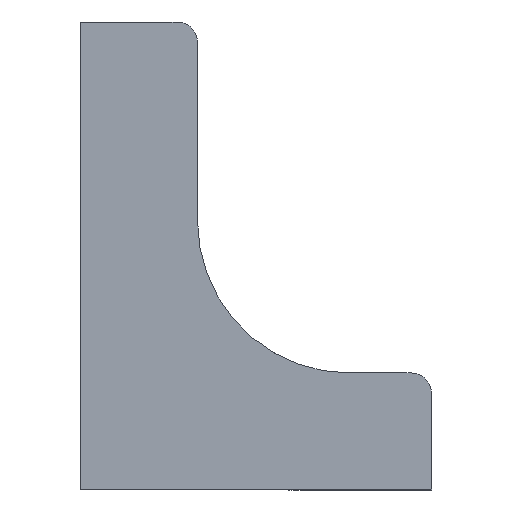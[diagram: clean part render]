
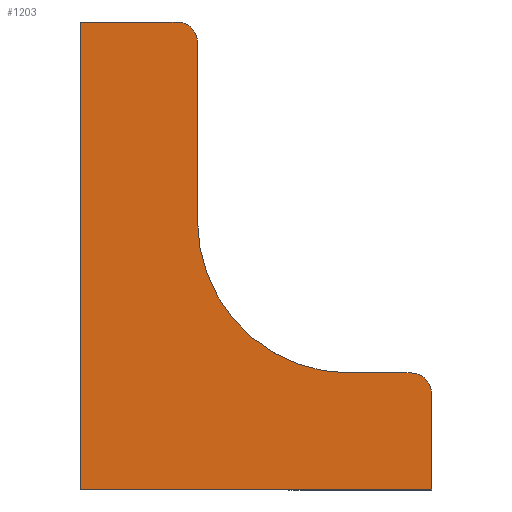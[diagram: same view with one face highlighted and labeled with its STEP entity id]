
A CAD part, left-side view. The second image highlights one B-rep face of the part: STEP entity #1203.
In plain terms, the highlighted planar face has unit normal (-1, 0, 0).
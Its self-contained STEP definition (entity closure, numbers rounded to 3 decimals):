
#629=CARTESIAN_POINT('',(0.0,-20.,46.));
#630=VERTEX_POINT('',#629);
#637=CARTESIAN_POINT('',(0.0,-46.,20.));
#638=VERTEX_POINT('',#637);
#639=CARTESIAN_POINT('',(0.0,-46.,46.));
#640=DIRECTION('',(-1.0,0.0,0.0));
#641=DIRECTION('',(0.0,-1.0,0.0));
#642=AXIS2_PLACEMENT_3D('',#639,#640,#641);
#643=CIRCLE('',#642,26.);
#644=EDGE_CURVE('',#630,#638,#643,.T.);
#748=CARTESIAN_POINT('',(0.0,-56.5,20.));
#749=VERTEX_POINT('',#748);
#750=CARTESIAN_POINT('',(0.0,-46.,20.));
#751=DIRECTION('',(0.0,-1.0,0.0));
#752=VECTOR('',#751,10.5);
#753=LINE('',#750,#752);
#754=EDGE_CURVE('',#638,#749,#753,.T.);
#939=CARTESIAN_POINT('',(0.0,-20.,76.5));
#940=VERTEX_POINT('',#939);
#941=CARTESIAN_POINT('',(0.0,-20.,76.5));
#942=DIRECTION('',(0.0,0.0,-1.0));
#943=VECTOR('',#942,30.5);
#944=LINE('',#941,#943);
#945=EDGE_CURVE('',#940,#630,#944,.T.);
#978=CARTESIAN_POINT('',(0.0,-60.,16.5));
#979=VERTEX_POINT('',#978);
#980=CARTESIAN_POINT('',(0.0,-56.5,16.5));
#981=DIRECTION('',(1.0,0.0,0.0));
#982=DIRECTION('',(0.0,-1.0,0.0));
#983=AXIS2_PLACEMENT_3D('',#980,#981,#982);
#984=CIRCLE('',#983,3.5);
#985=EDGE_CURVE('',#749,#979,#984,.T.);
#1011=CARTESIAN_POINT('',(0.0,-60.,0.));
#1012=VERTEX_POINT('',#1011);
#1013=CARTESIAN_POINT('',(0.0,-60.,16.5));
#1014=DIRECTION('',(0.0,0.0,-1.0));
#1015=VECTOR('',#1014,16.5);
#1016=LINE('',#1013,#1015);
#1017=EDGE_CURVE('',#979,#1012,#1016,.T.);
#1042=CARTESIAN_POINT('',(0.0,0.0,0.));
#1043=VERTEX_POINT('',#1042);
#1044=CARTESIAN_POINT('',(0.0,-60.,0.));
#1045=DIRECTION('',(0.0,1.0,0.0));
#1046=VECTOR('',#1045,60.);
#1047=LINE('',#1044,#1046);
#1048=EDGE_CURVE('',#1012,#1043,#1047,.T.);
#1081=CARTESIAN_POINT('',(0.0,0.,80.));
#1082=VERTEX_POINT('',#1081);
#1083=CARTESIAN_POINT('',(0.0,0.0,0.));
#1084=DIRECTION('',(0.0,0.0,1.0));
#1085=VECTOR('',#1084,80.);
#1086=LINE('',#1083,#1085);
#1087=EDGE_CURVE('',#1043,#1082,#1086,.T.);
#1120=CARTESIAN_POINT('',(0.0,-16.5,80.));
#1121=VERTEX_POINT('',#1120);
#1122=CARTESIAN_POINT('',(0.0,0.,80.));
#1123=DIRECTION('',(0.0,-1.0,0.0));
#1124=VECTOR('',#1123,16.5);
#1125=LINE('',#1122,#1124);
#1126=EDGE_CURVE('',#1082,#1121,#1125,.T.);
#1151=CARTESIAN_POINT('',(0.0,-16.5,76.5));
#1152=DIRECTION('',(1.0,0.0,0.0));
#1153=DIRECTION('',(0.0,-1.0,0.0));
#1154=AXIS2_PLACEMENT_3D('',#1151,#1152,#1153);
#1155=CIRCLE('',#1154,3.5);
#1156=EDGE_CURVE('',#1121,#940,#1155,.T.);
#1187=CARTESIAN_POINT('',(0.0,-20.,76.5));
#1188=DIRECTION('',(-1.0,0.0,0.0));
#1189=DIRECTION('',(0.0,-1.0,0.0));
#1190=AXIS2_PLACEMENT_3D('',#1187,#1188,#1189);
#1191=PLANE('',#1190);
#1192=ORIENTED_EDGE('',*,*,#945,.F.);
#1193=ORIENTED_EDGE('',*,*,#1156,.F.);
#1194=ORIENTED_EDGE('',*,*,#1126,.F.);
#1195=ORIENTED_EDGE('',*,*,#1087,.F.);
#1196=ORIENTED_EDGE('',*,*,#1048,.F.);
#1197=ORIENTED_EDGE('',*,*,#1017,.F.);
#1198=ORIENTED_EDGE('',*,*,#985,.F.);
#1199=ORIENTED_EDGE('',*,*,#754,.F.);
#1200=ORIENTED_EDGE('',*,*,#644,.F.);
#1201=EDGE_LOOP('',(#1192,#1193,#1194,#1195,#1196,#1197,#1198,#1199,#1200));
#1202=FACE_OUTER_BOUND('',#1201,.T.);
#1203=ADVANCED_FACE('',(#1202),#1191,.T.);
